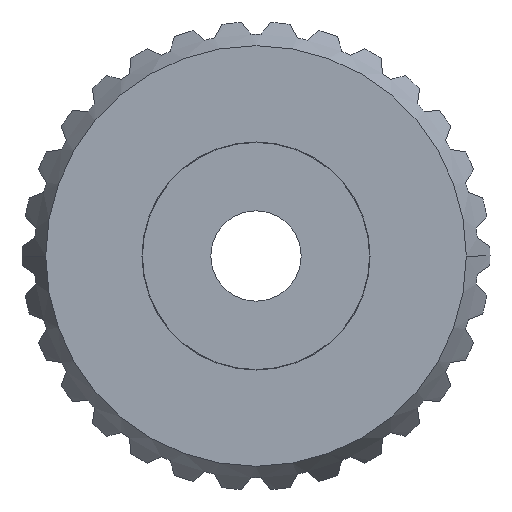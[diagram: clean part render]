
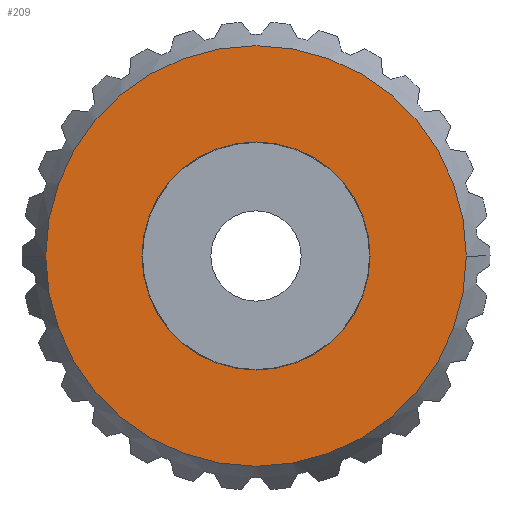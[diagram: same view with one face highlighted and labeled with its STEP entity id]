
A CAD part, front view. The second image highlights one B-rep face of the part: STEP entity #209.
In plain terms, the highlighted planar face has unit normal (0, -1, 0).
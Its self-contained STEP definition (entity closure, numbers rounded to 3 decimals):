
#209=ADVANCED_FACE('',(#539,#540),#541,.T.);
#539=FACE_OUTER_BOUND('',#872,.T.);
#540=FACE_BOUND('',#873,.T.);
#541=PLANE('',#874);
#872=EDGE_LOOP('',(#2324,#2325));
#873=EDGE_LOOP('',(#2326,#2327,#2328));
#874=AXIS2_PLACEMENT_3D('',#2329,#2330,#2331);
#2324=ORIENTED_EDGE('',*,*,#2369,.F.);
#2325=ORIENTED_EDGE('',*,*,#2500,.F.);
#2326=ORIENTED_EDGE('',*,*,#2820,.T.);
#2327=ORIENTED_EDGE('',*,*,#2343,.T.);
#2328=ORIENTED_EDGE('',*,*,#2821,.T.);
#2329=CARTESIAN_POINT('',(21.554,-20.8,0.0));
#2330=DIRECTION('',(0.,-1.0,0.0));
#2331=DIRECTION('',(-1.0,0.,0.0));
#2343=EDGE_CURVE('',#2823,#2829,#2831,.T.);
#2369=EDGE_CURVE('',#2877,#2879,#2880,.T.);
#2500=EDGE_CURVE('',#2879,#2877,#3135,.T.);
#2820=EDGE_CURVE('',#3623,#2823,#3624,.T.);
#2821=EDGE_CURVE('',#2829,#3623,#3625,.T.);
#2823=VERTEX_POINT('',#3627);
#2829=VERTEX_POINT('',#3633);
#2831=CIRCLE('',#3635,15.159);
#2877=VERTEX_POINT('',#3709);
#2879=VERTEX_POINT('',#3712);
#2880=CIRCLE('',#3713,27.949);
#3135=CIRCLE('',#4534,27.949);
#3623=VERTEX_POINT('',#5727);
#3624=CIRCLE('',#5728,15.159);
#3625=CIRCLE('',#5729,15.159);
#3627=CARTESIAN_POINT('',(0.,-20.8,-15.159));
#3633=CARTESIAN_POINT('',(0.,-20.8,15.159));
#3635=AXIS2_PLACEMENT_3D('',#5742,#5743,#5744);
#3709=CARTESIAN_POINT('',(27.949,-20.8,0.0));
#3712=CARTESIAN_POINT('',(-27.949,-20.8,0.));
#3713=AXIS2_PLACEMENT_3D('',#5792,#5793,#5794);
#4534=AXIS2_PLACEMENT_3D('',#5983,#5984,#5985);
#5727=CARTESIAN_POINT('',(15.159,-20.8,0.0));
#5728=AXIS2_PLACEMENT_3D('',#6373,#6374,#6375);
#5729=AXIS2_PLACEMENT_3D('',#6376,#6377,#6378);
#5742=CARTESIAN_POINT('',(0.0,-20.8,0.0));
#5743=DIRECTION('',(-0.0,1.0,0.0));
#5744=DIRECTION('',(1.0,0.0,0.0));
#5792=CARTESIAN_POINT('',(0.0,-20.8,0.0));
#5793=DIRECTION('',(-0.0,1.0,0.0));
#5794=DIRECTION('',(1.0,0.0,0.0));
#5983=CARTESIAN_POINT('',(0.0,-20.8,0.0));
#5984=DIRECTION('',(-0.0,1.0,0.0));
#5985=DIRECTION('',(1.0,0.0,0.0));
#6373=CARTESIAN_POINT('',(0.0,-20.8,0.0));
#6374=DIRECTION('',(-0.0,1.0,0.0));
#6375=DIRECTION('',(1.0,0.0,0.0));
#6376=CARTESIAN_POINT('',(0.0,-20.8,0.0));
#6377=DIRECTION('',(-0.0,1.0,0.0));
#6378=DIRECTION('',(1.0,0.0,0.0));
